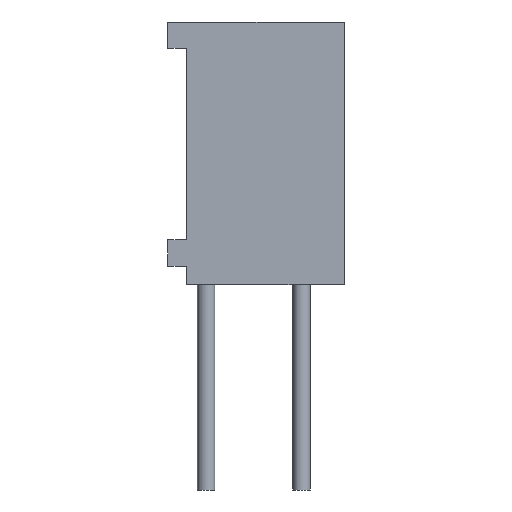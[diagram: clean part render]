
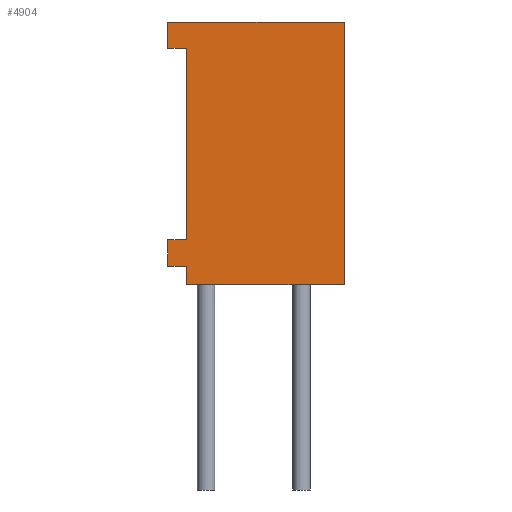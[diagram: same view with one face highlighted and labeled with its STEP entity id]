
A CAD part, left-side view. The second image highlights one B-rep face of the part: STEP entity #4904.
In plain terms, the highlighted planar face has unit normal (-1, 0, 0).
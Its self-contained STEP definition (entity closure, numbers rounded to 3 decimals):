
#289=LINE('',#7486,#689);
#293=LINE('',#7494,#693);
#308=LINE('',#7524,#708);
#312=LINE('',#7532,#712);
#315=LINE('',#7538,#715);
#474=LINE('',#7908,#874);
#478=LINE('',#7933,#878);
#479=LINE('',#7935,#879);
#483=LINE('',#7943,#883);
#484=LINE('',#7945,#884);
#689=VECTOR('',#5497,1000.);
#693=VECTOR('',#5501,1000.);
#708=VECTOR('',#5524,1000.);
#712=VECTOR('',#5532,1000.);
#715=VECTOR('',#5537,1000.);
#874=VECTOR('',#5858,1000.);
#878=VECTOR('',#5902,1000.);
#879=VECTOR('',#5905,1000.);
#883=VECTOR('',#5913,1000.);
#884=VECTOR('',#5914,1000.);
#1705=ORIENTED_EDGE('',*,*,#2357,.T.);
#1706=ORIENTED_EDGE('',*,*,#2156,.F.);
#1707=ORIENTED_EDGE('',*,*,#2137,.T.);
#1708=ORIENTED_EDGE('',*,*,#2339,.T.);
#1709=ORIENTED_EDGE('',*,*,#2362,.F.);
#1710=ORIENTED_EDGE('',*,*,#2363,.F.);
#1711=ORIENTED_EDGE('',*,*,#2358,.T.);
#1712=ORIENTED_EDGE('',*,*,#2163,.F.);
#1713=ORIENTED_EDGE('',*,*,#2141,.T.);
#1714=ORIENTED_EDGE('',*,*,#2160,.T.);
#2137=EDGE_CURVE('',#2544,#2543,#289,.T.);
#2141=EDGE_CURVE('',#2548,#2547,#293,.T.);
#2156=EDGE_CURVE('',#2544,#2558,#308,.T.);
#2160=EDGE_CURVE('',#2547,#2560,#312,.T.);
#2163=EDGE_CURVE('',#2548,#2562,#315,.T.);
#2339=EDGE_CURVE('',#2543,#2688,#474,.T.);
#2357=EDGE_CURVE('',#2560,#2558,#478,.T.);
#2358=EDGE_CURVE('',#2690,#2562,#479,.T.);
#2362=EDGE_CURVE('',#2692,#2688,#483,.T.);
#2363=EDGE_CURVE('',#2690,#2692,#484,.T.);
#2543=VERTEX_POINT('',#7485);
#2544=VERTEX_POINT('',#7487);
#2547=VERTEX_POINT('',#7493);
#2548=VERTEX_POINT('',#7495);
#2558=VERTEX_POINT('',#7522);
#2560=VERTEX_POINT('',#7531);
#2562=VERTEX_POINT('',#7536);
#2688=VERTEX_POINT('',#7907);
#2690=VERTEX_POINT('',#7936);
#2692=VERTEX_POINT('',#7944);
#2951=EDGE_LOOP('',(#1705,#1706,#1707,#1708,#1709,#1710,#1711,#1712,#1713,
#1714));
#3171=FACE_BOUND('',#2951,.T.);
#3349=PLANE('',#5112);
#4904=ADVANCED_FACE('',(#3171),#3349,.T.);
#5112=AXIS2_PLACEMENT_3D('',#7942,#5911,#5912);
#5497=DIRECTION('',(0.,0.,-1.));
#5501=DIRECTION('',(0.,0.,-1.));
#5524=DIRECTION('',(0.,1.,0.));
#5532=DIRECTION('',(0.,1.,0.));
#5537=DIRECTION('',(0.,1.,0.));
#5858=DIRECTION('',(0.,-1.,0.));
#5902=DIRECTION('',(0.,0.,-1.));
#5905=DIRECTION('',(0.,0.,-1.));
#5911=DIRECTION('',(-1.,0.,0.));
#5912=DIRECTION('',(0.,0.,1.));
#5913=DIRECTION('',(0.,0.,-1.));
#5914=DIRECTION('',(0.,-1.,0.));
#7485=CARTESIAN_POINT('',(-3.3,4.2,-3.5));
#7486=CARTESIAN_POINT('',(-3.3,4.2,-3.5));
#7487=CARTESIAN_POINT('',(-3.3,4.2,-3.));
#7493=CARTESIAN_POINT('',(-3.3,4.2,-2.3));
#7494=CARTESIAN_POINT('',(-3.3,4.2,2.8));
#7495=CARTESIAN_POINT('',(-3.3,4.2,2.8));
#7522=CARTESIAN_POINT('',(-3.3,4.7,-3.));
#7524=CARTESIAN_POINT('',(-3.3,4.2,-3.));
#7531=CARTESIAN_POINT('',(-3.3,4.7,-2.3));
#7532=CARTESIAN_POINT('',(-3.3,4.2,-2.3));
#7536=CARTESIAN_POINT('',(-3.3,4.7,2.8));
#7538=CARTESIAN_POINT('',(-3.3,4.2,2.8));
#7907=CARTESIAN_POINT('',(-3.3,0.,-3.5));
#7908=CARTESIAN_POINT('',(-3.3,4.7,-3.5));
#7933=CARTESIAN_POINT('',(-3.3,4.7,3.5));
#7935=CARTESIAN_POINT('',(-3.3,4.7,3.5));
#7936=CARTESIAN_POINT('',(-3.3,4.7,3.5));
#7942=CARTESIAN_POINT('',(-3.3,4.7,3.5));
#7943=CARTESIAN_POINT('',(-3.3,0.,3.5));
#7944=CARTESIAN_POINT('',(-3.3,0.,3.5));
#7945=CARTESIAN_POINT('',(-3.3,4.7,3.5));
